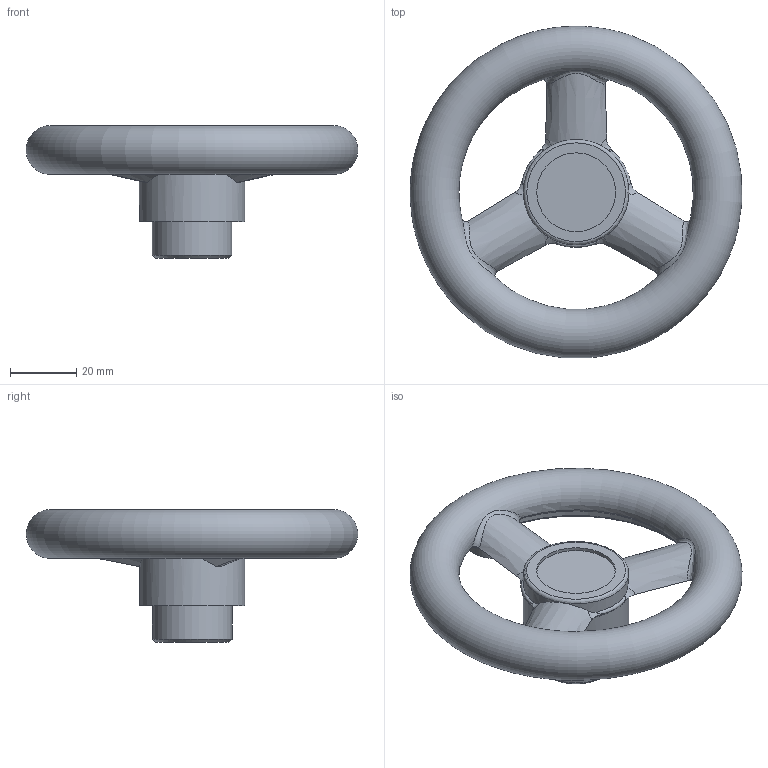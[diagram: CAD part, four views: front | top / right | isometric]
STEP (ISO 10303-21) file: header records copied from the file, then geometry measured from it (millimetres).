
FILE_DESCRIPTION( ( 'Unknown' ), '1' );
FILE_NAME( '6201005_VRF100.stp', 'Unknown', ( 'Unknown' ), ( 'Unknown' ), 'XStep 1.0', 'Unknown', ' ' );
FILE_SCHEMA( ( 'CONFIG_CONTROL_DESIGN' ) );
Length unit declared in the file: millimetre
Products named in the file (1): 1
Bounding box: 99.9 x 99.8 x 40 mm (x, y, z)
Volume: 72513.5 mm3; surface area: 20021.6 mm2
Topology: 1 solids, 2 shells, 66 faces, 197 edges, 130 vertices
Faces by surface type: bspline 33, plane 11, torus 9, cylinder 9, cone 4
Full cylindrical faces by diameter (mm): 4 x1, 20 x1, 23.75 x1, 24 x1, 31.75 x2
Entity records: 12975 total; most frequent: CARTESIAN_POINT 11575, ORIENTED_EDGE 358, EDGE_CURVE 179, DIRECTION 154, B_SPLINE_CURVE_WITH_KNOTS 133, VERTEX_POINT 125, EDGE_LOOP 81, AXIS2_PLACEMENT_3D 74
